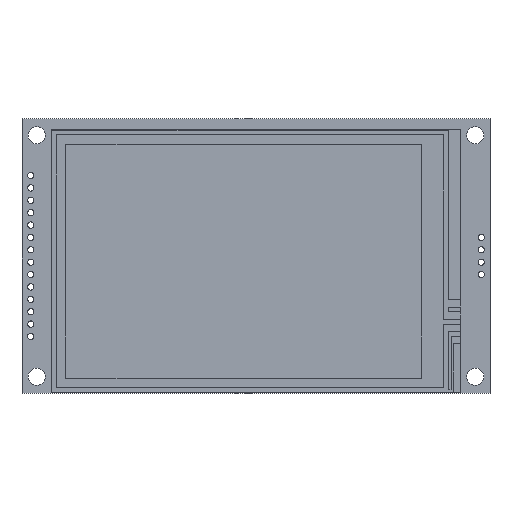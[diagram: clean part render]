
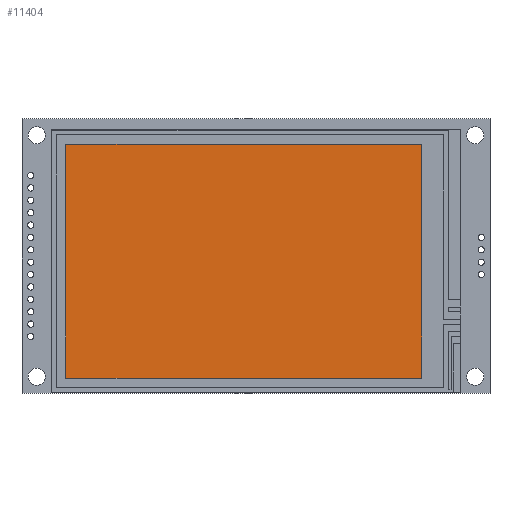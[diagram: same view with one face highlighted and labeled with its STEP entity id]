
A CAD part, top view. The second image highlights one B-rep face of the part: STEP entity #11404.
In plain terms, the highlighted planar face has unit normal (0, 0, 1).
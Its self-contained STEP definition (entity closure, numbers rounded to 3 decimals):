
#11404 = ADVANCED_FACE('',(#11405),#11439,.T.);
#11405 = FACE_BOUND('',#11406,.T.);
#11406 = EDGE_LOOP('',(#11407,#11417,#11425,#11433));
#11407 = ORIENTED_EDGE('',*,*,#11408,.T.);
#11408 = EDGE_CURVE('',#11409,#11411,#11413,.T.);
#11409 = VERTEX_POINT('',#11410);
#11410 = CARTESIAN_POINT('',(81.,51.,3.2));
#11411 = VERTEX_POINT('',#11412);
#11412 = CARTESIAN_POINT('',(8.,51.,3.2));
#11413 = LINE('',#11414,#11415);
#11414 = CARTESIAN_POINT('',(44.5,51.,3.2));
#11415 = VECTOR('',#11416,1.);
#11416 = DIRECTION('',(-1.,0.,0.));
#11417 = ORIENTED_EDGE('',*,*,#11418,.T.);
#11418 = EDGE_CURVE('',#11411,#11419,#11421,.T.);
#11419 = VERTEX_POINT('',#11420);
#11420 = CARTESIAN_POINT('',(8.,3.,3.2));
#11421 = LINE('',#11422,#11423);
#11422 = CARTESIAN_POINT('',(8.,27.,3.2));
#11423 = VECTOR('',#11424,1.);
#11424 = DIRECTION('',(0.,-1.,0.));
#11425 = ORIENTED_EDGE('',*,*,#11426,.T.);
#11426 = EDGE_CURVE('',#11419,#11427,#11429,.T.);
#11427 = VERTEX_POINT('',#11428);
#11428 = CARTESIAN_POINT('',(81.,3.,3.2));
#11429 = LINE('',#11430,#11431);
#11430 = CARTESIAN_POINT('',(44.5,3.,3.2));
#11431 = VECTOR('',#11432,1.);
#11432 = DIRECTION('',(1.,0.,0.));
#11433 = ORIENTED_EDGE('',*,*,#11434,.T.);
#11434 = EDGE_CURVE('',#11427,#11409,#11435,.T.);
#11435 = LINE('',#11436,#11437);
#11436 = CARTESIAN_POINT('',(81.,27.,3.2));
#11437 = VECTOR('',#11438,1.);
#11438 = DIRECTION('',(0.,1.,0.));
#11439 = PLANE('',#11440);
#11440 = AXIS2_PLACEMENT_3D('',#11441,#11442,#11443);
#11441 = CARTESIAN_POINT('',(0.,0.,3.2));
#11442 = DIRECTION('',(0.,0.,1.));
#11443 = DIRECTION('',(1.,0.,-0.));
